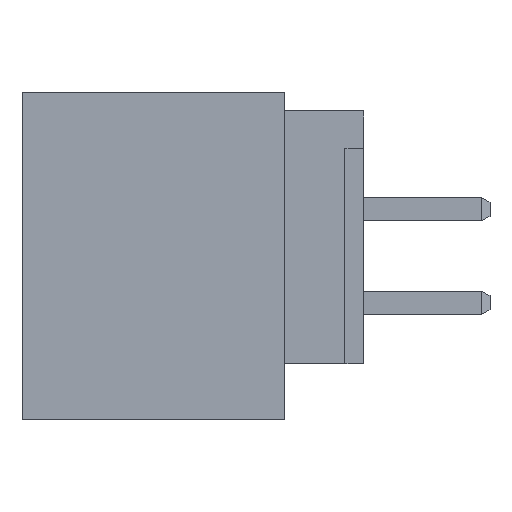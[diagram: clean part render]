
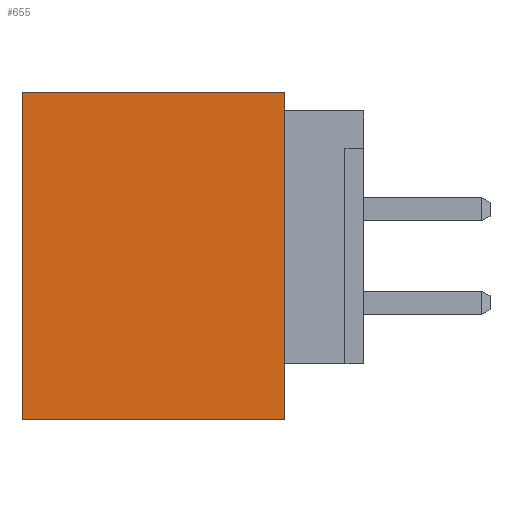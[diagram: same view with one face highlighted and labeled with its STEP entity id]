
A CAD part, left-side view. The second image highlights one B-rep face of the part: STEP entity #655.
In plain terms, the highlighted planar face has unit normal (-1, 0, 0).
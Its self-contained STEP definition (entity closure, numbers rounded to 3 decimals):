
#655=ADVANCED_FACE('',(#1083),#1084,.T.);
#1083=FACE_OUTER_BOUND('',#1807,.T.);
#1084=PLANE('',#1808);
#1807=EDGE_LOOP('',(#2591,#2592,#2593,#2594));
#1808=AXIS2_PLACEMENT_3D('',#2595,#2596,#2597);
#2591=ORIENTED_EDGE('',*,*,#5160,.T.);
#2592=ORIENTED_EDGE('',*,*,#5161,.F.);
#2593=ORIENTED_EDGE('',*,*,#5162,.F.);
#2594=ORIENTED_EDGE('',*,*,#5159,.T.);
#2595=CARTESIAN_POINT('',(-12.7,3.556,-4.445));
#2596=DIRECTION('',(-1.0,0.0,0.0));
#2597=DIRECTION('',(0.0,0.0,1.0));
#5159=EDGE_CURVE('',#5948,#5952,#5954,.T.);
#5160=EDGE_CURVE('',#5952,#5955,#5956,.T.);
#5161=EDGE_CURVE('',#5957,#5955,#5958,.T.);
#5162=EDGE_CURVE('',#5948,#5957,#5959,.T.);
#5948=VERTEX_POINT('',#7219);
#5952=VERTEX_POINT('',#7225);
#5954=LINE('',#7228,#7229);
#5955=VERTEX_POINT('',#7230);
#5956=LINE('',#7231,#7232);
#5957=VERTEX_POINT('',#7233);
#5958=LINE('',#7234,#7235);
#5959=LINE('',#7236,#7237);
#7219=CARTESIAN_POINT('',(-12.7,3.556,-4.445));
#7225=CARTESIAN_POINT('',(-12.7,-3.556,-4.445));
#7228=CARTESIAN_POINT('',(-12.7,3.556,-4.445));
#7229=VECTOR('',#9283,7.112);
#7230=CARTESIAN_POINT('',(-12.7,-3.556,4.445));
#7231=CARTESIAN_POINT('',(-12.7,-3.556,-4.445));
#7232=VECTOR('',#9284,8.89);
#7233=CARTESIAN_POINT('',(-12.7,3.556,4.445));
#7234=CARTESIAN_POINT('',(-12.7,3.556,4.445));
#7235=VECTOR('',#9285,7.112);
#7236=CARTESIAN_POINT('',(-12.7,3.556,-4.445));
#7237=VECTOR('',#9286,8.89);
#9283=DIRECTION('',(0.0,-1.0,0.0));
#9284=DIRECTION('',(0.0,0.0,1.0));
#9285=DIRECTION('',(0.0,-1.0,0.0));
#9286=DIRECTION('',(0.0,0.0,1.0));
